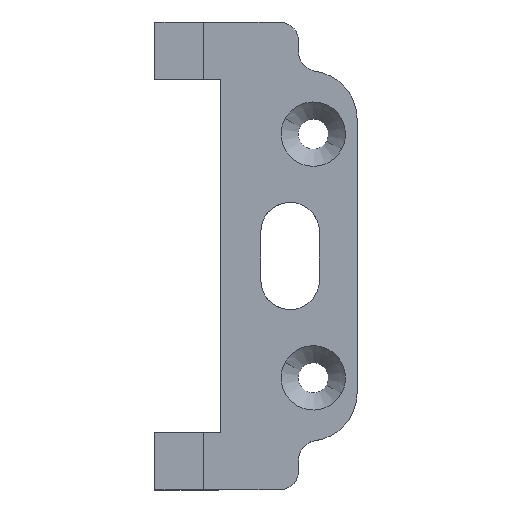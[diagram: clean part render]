
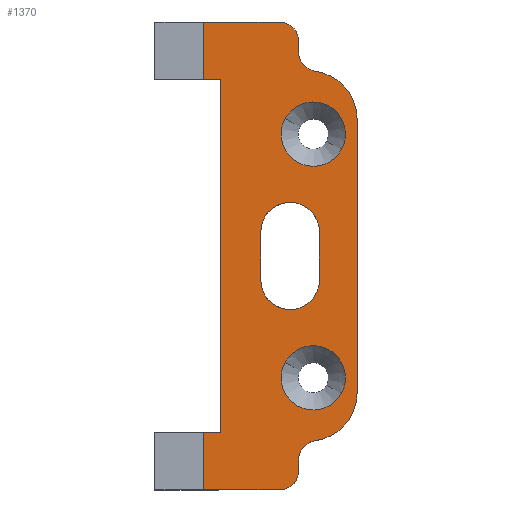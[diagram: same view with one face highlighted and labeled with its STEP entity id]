
A CAD part, top view. The second image highlights one B-rep face of the part: STEP entity #1370.
In plain terms, the highlighted planar face has unit normal (0, 0, 1).
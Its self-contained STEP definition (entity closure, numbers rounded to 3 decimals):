
#57=CARTESIAN_POINT('Line Origine',(-3.5,42.125,2.5)) ;
#61=CARTESIAN_POINT('Vertex',(-3.5,48.,2.5)) ;
#63=CARTESIAN_POINT('Vertex',(-3.5,36.25,2.5)) ;
#105=CARTESIAN_POINT('Vertex',(-3.5,-48.,2.5)) ;
#108=CARTESIAN_POINT('Line Origine',(-3.5,-42.125,2.5)) ;
#112=CARTESIAN_POINT('Vertex',(-3.5,-36.25,2.5)) ;
#637=CARTESIAN_POINT('Vertex',(20.25,0.,2.5)) ;
#642=CARTESIAN_POINT('Line Origine',(20.25,2.5,2.5)) ;
#646=CARTESIAN_POINT('Vertex',(20.25,5.,2.5)) ;
#678=CARTESIAN_POINT('Axis2P3D Location',(14.25,5.,2.5)) ;
#682=CARTESIAN_POINT('Vertex',(8.25,5.,2.5)) ;
#704=CARTESIAN_POINT('Line Origine',(8.25,2.5,2.5)) ;
#708=CARTESIAN_POINT('Vertex',(8.25,0.,2.5)) ;
#723=CARTESIAN_POINT('Line Origine',(8.25,-2.5,2.5)) ;
#727=CARTESIAN_POINT('Vertex',(8.25,-5.,2.5)) ;
#754=CARTESIAN_POINT('Axis2P3D Location',(14.25,-5.,2.5)) ;
#758=CARTESIAN_POINT('Vertex',(20.25,-5.,2.5)) ;
#775=CARTESIAN_POINT('Line Origine',(20.25,-2.5,2.5)) ;
#797=CARTESIAN_POINT('Axis2P3D Location',(19.,25.,2.5)) ;
#801=CARTESIAN_POINT('Vertex',(24.792,21.836,2.5)) ;
#803=CARTESIAN_POINT('Vertex',(13.208,28.164,2.5)) ;
#823=CARTESIAN_POINT('Axis2P3D Location',(19.,25.,2.5)) ;
#840=CARTESIAN_POINT('Axis2P3D Location',(19.,-25.,2.5)) ;
#844=CARTESIAN_POINT('Vertex',(24.792,-28.164,2.5)) ;
#846=CARTESIAN_POINT('Vertex',(13.208,-21.836,2.5)) ;
#866=CARTESIAN_POINT('Axis2P3D Location',(19.,-25.,2.5)) ;
#883=CARTESIAN_POINT('Line Origine',(-1.75,-36.25,2.5)) ;
#887=CARTESIAN_POINT('Vertex',(0.,-36.25,2.5)) ;
#911=CARTESIAN_POINT('Line Origine',(0.,-18.125,2.5)) ;
#915=CARTESIAN_POINT('Vertex',(0.,0.,2.5)) ;
#930=CARTESIAN_POINT('Line Origine',(0.,18.125,2.5)) ;
#934=CARTESIAN_POINT('Vertex',(0.,36.25,2.5)) ;
#954=CARTESIAN_POINT('Line Origine',(-1.75,36.25,2.5)) ;
#975=CARTESIAN_POINT('Line Origine',(28.,0.,2.5)) ;
#979=CARTESIAN_POINT('Vertex',(28.,28.,2.5)) ;
#981=CARTESIAN_POINT('Vertex',(28.,-28.,2.5)) ;
#1022=CARTESIAN_POINT('Axis2P3D Location',(18.,-28.,2.5)) ;
#1026=CARTESIAN_POINT('Vertex',(19.429,-37.897,2.5)) ;
#1052=CARTESIAN_POINT('Vertex',(16.,-41.856,2.5)) ;
#1060=CARTESIAN_POINT('Axis2P3D Location',(20.,-41.856,2.5)) ;
#1077=CARTESIAN_POINT('Axis2P3D Location',(18.,28.,2.5)) ;
#1081=CARTESIAN_POINT('Vertex',(19.429,37.897,2.5)) ;
#1119=CARTESIAN_POINT('Vertex',(16.,41.856,2.5)) ;
#1122=CARTESIAN_POINT('Axis2P3D Location',(20.,41.856,2.5)) ;
#1139=CARTESIAN_POINT('Line Origine',(4.25,-48.,2.5)) ;
#1143=CARTESIAN_POINT('Vertex',(12.,-48.,2.5)) ;
#1180=CARTESIAN_POINT('Vertex',(16.,-44.,2.5)) ;
#1190=CARTESIAN_POINT('Line Origine',(16.,-42.928,2.5)) ;
#1212=CARTESIAN_POINT('Axis2P3D Location',(12.,-44.,2.5)) ;
#1233=CARTESIAN_POINT('Vertex',(12.,48.,2.5)) ;
#1243=CARTESIAN_POINT('Line Origine',(4.25,48.,2.5)) ;
#1265=CARTESIAN_POINT('Vertex',(16.,44.,2.5)) ;
#1270=CARTESIAN_POINT('Line Origine',(16.,42.928,2.5)) ;
#1325=CARTESIAN_POINT('Axis2P3D Location',(28.,0.,2.5)) ;
#1330=CARTESIAN_POINT('Axis2P3D Location',(12.,44.,2.5)) ;
#58=DIRECTION('Vector Direction',(0.,-1.,0.)) ;
#109=DIRECTION('Vector Direction',(0.,-1.,0.)) ;
#643=DIRECTION('Vector Direction',(0.,-1.,0.)) ;
#679=DIRECTION('Axis2P3D Direction',(0.,0.,1.)) ;
#705=DIRECTION('Vector Direction',(0.,-1.,0.)) ;
#724=DIRECTION('Vector Direction',(0.,1.,0.)) ;
#755=DIRECTION('Axis2P3D Direction',(0.,0.,1.)) ;
#776=DIRECTION('Vector Direction',(0.,1.,0.)) ;
#798=DIRECTION('Axis2P3D Direction',(0.,0.,1.)) ;
#824=DIRECTION('Axis2P3D Direction',(0.,0.,1.)) ;
#841=DIRECTION('Axis2P3D Direction',(0.,0.,1.)) ;
#867=DIRECTION('Axis2P3D Direction',(0.,0.,1.)) ;
#884=DIRECTION('Vector Direction',(-1.,0.,0.)) ;
#912=DIRECTION('Vector Direction',(0.,-1.,0.)) ;
#931=DIRECTION('Vector Direction',(0.,1.,0.)) ;
#955=DIRECTION('Vector Direction',(-1.,0.,0.)) ;
#976=DIRECTION('Vector Direction',(0.,-1.,0.)) ;
#1023=DIRECTION('Axis2P3D Direction',(0.,0.,1.)) ;
#1061=DIRECTION('Axis2P3D Direction',(0.,0.,-1.)) ;
#1078=DIRECTION('Axis2P3D Direction',(0.,0.,-1.)) ;
#1123=DIRECTION('Axis2P3D Direction',(0.,0.,1.)) ;
#1140=DIRECTION('Vector Direction',(-1.,0.,0.)) ;
#1191=DIRECTION('Vector Direction',(0.,1.,0.)) ;
#1213=DIRECTION('Axis2P3D Direction',(0.,0.,-1.)) ;
#1244=DIRECTION('Vector Direction',(-1.,0.,0.)) ;
#1271=DIRECTION('Vector Direction',(0.,-1.,0.)) ;
#1326=DIRECTION('Axis2P3D Direction',(0.,0.,1.)) ;
#1327=DIRECTION('Axis2P3D XDirection',(-1.,0.,0.)) ;
#1331=DIRECTION('Axis2P3D Direction',(0.,0.,1.)) ;
#680=AXIS2_PLACEMENT_3D('Circle Axis2P3D',#678,#679,$) ;
#756=AXIS2_PLACEMENT_3D('Circle Axis2P3D',#754,#755,$) ;
#799=AXIS2_PLACEMENT_3D('Circle Axis2P3D',#797,#798,$) ;
#825=AXIS2_PLACEMENT_3D('Circle Axis2P3D',#823,#824,$) ;
#842=AXIS2_PLACEMENT_3D('Circle Axis2P3D',#840,#841,$) ;
#868=AXIS2_PLACEMENT_3D('Circle Axis2P3D',#866,#867,$) ;
#1024=AXIS2_PLACEMENT_3D('Circle Axis2P3D',#1022,#1023,$) ;
#1062=AXIS2_PLACEMENT_3D('Circle Axis2P3D',#1060,#1061,$) ;
#1079=AXIS2_PLACEMENT_3D('Circle Axis2P3D',#1077,#1078,$) ;
#1124=AXIS2_PLACEMENT_3D('Circle Axis2P3D',#1122,#1123,$) ;
#1214=AXIS2_PLACEMENT_3D('Circle Axis2P3D',#1212,#1213,$) ;
#1328=AXIS2_PLACEMENT_3D('Plane Axis2P3D',#1325,#1326,#1327) ;
#1332=AXIS2_PLACEMENT_3D('Circle Axis2P3D',#1330,#1331,$) ;
#1336=ORIENTED_EDGE('',*,*,#1247,.T.) ;
#1337=ORIENTED_EDGE('',*,*,#65,.T.) ;
#1338=ORIENTED_EDGE('',*,*,#958,.F.) ;
#1339=ORIENTED_EDGE('',*,*,#936,.F.) ;
#1340=ORIENTED_EDGE('',*,*,#917,.F.) ;
#1341=ORIENTED_EDGE('',*,*,#889,.F.) ;
#1342=ORIENTED_EDGE('',*,*,#114,.T.) ;
#1343=ORIENTED_EDGE('',*,*,#1145,.F.) ;
#1344=ORIENTED_EDGE('',*,*,#1216,.F.) ;
#1345=ORIENTED_EDGE('',*,*,#1194,.F.) ;
#1346=ORIENTED_EDGE('',*,*,#1064,.T.) ;
#1347=ORIENTED_EDGE('',*,*,#1028,.F.) ;
#1348=ORIENTED_EDGE('',*,*,#983,.F.) ;
#1349=ORIENTED_EDGE('',*,*,#1083,.F.) ;
#1350=ORIENTED_EDGE('',*,*,#1126,.T.) ;
#1351=ORIENTED_EDGE('',*,*,#1274,.F.) ;
#1352=ORIENTED_EDGE('',*,*,#1334,.F.) ;
#1355=ORIENTED_EDGE('',*,*,#870,.F.) ;
#1356=ORIENTED_EDGE('',*,*,#848,.F.) ;
#1359=ORIENTED_EDGE('',*,*,#827,.F.) ;
#1360=ORIENTED_EDGE('',*,*,#805,.F.) ;
#1363=ORIENTED_EDGE('',*,*,#779,.F.) ;
#1364=ORIENTED_EDGE('',*,*,#760,.F.) ;
#1365=ORIENTED_EDGE('',*,*,#729,.F.) ;
#1366=ORIENTED_EDGE('',*,*,#710,.F.) ;
#1367=ORIENTED_EDGE('',*,*,#684,.F.) ;
#1368=ORIENTED_EDGE('',*,*,#648,.F.) ;
#1357=FACE_BOUND('',#1354,.T.) ;
#1361=FACE_BOUND('',#1358,.T.) ;
#1369=FACE_BOUND('',#1362,.T.) ;
#59=VECTOR('Line Direction',#58,1.) ;
#110=VECTOR('Line Direction',#109,1.) ;
#644=VECTOR('Line Direction',#643,1.) ;
#706=VECTOR('Line Direction',#705,1.) ;
#725=VECTOR('Line Direction',#724,1.) ;
#777=VECTOR('Line Direction',#776,1.) ;
#885=VECTOR('Line Direction',#884,1.) ;
#913=VECTOR('Line Direction',#912,1.) ;
#932=VECTOR('Line Direction',#931,1.) ;
#956=VECTOR('Line Direction',#955,1.) ;
#977=VECTOR('Line Direction',#976,1.) ;
#1141=VECTOR('Line Direction',#1140,1.) ;
#1192=VECTOR('Line Direction',#1191,1.) ;
#1245=VECTOR('Line Direction',#1244,1.) ;
#1272=VECTOR('Line Direction',#1271,1.) ;
#1370=ADVANCED_FACE('',(#1353,#1357,#1361,#1369),#1329,.T.) ;
#681=CIRCLE('generated circle',#680,6.) ;
#757=CIRCLE('generated circle',#756,6.) ;
#800=CIRCLE('generated circle',#799,6.6) ;
#826=CIRCLE('generated circle',#825,6.6) ;
#843=CIRCLE('generated circle',#842,6.6) ;
#869=CIRCLE('generated circle',#868,6.6) ;
#1025=CIRCLE('generated circle',#1024,10.) ;
#1063=CIRCLE('generated circle',#1062,4.) ;
#1080=CIRCLE('generated circle',#1079,10.) ;
#1125=CIRCLE('generated circle',#1124,4.) ;
#1215=CIRCLE('generated circle',#1214,4.) ;
#1333=CIRCLE('generated circle',#1332,4.) ;
#65=EDGE_CURVE('',#62,#64,#60,.T.) ;
#114=EDGE_CURVE('',#113,#106,#111,.T.) ;
#648=EDGE_CURVE('',#638,#647,#645,.F.) ;
#684=EDGE_CURVE('',#647,#683,#681,.T.) ;
#710=EDGE_CURVE('',#683,#709,#707,.T.) ;
#729=EDGE_CURVE('',#709,#728,#726,.F.) ;
#760=EDGE_CURVE('',#728,#759,#757,.T.) ;
#779=EDGE_CURVE('',#759,#638,#778,.T.) ;
#805=EDGE_CURVE('',#802,#804,#800,.T.) ;
#827=EDGE_CURVE('',#804,#802,#826,.T.) ;
#848=EDGE_CURVE('',#845,#847,#843,.T.) ;
#870=EDGE_CURVE('',#847,#845,#869,.T.) ;
#889=EDGE_CURVE('',#113,#888,#886,.F.) ;
#917=EDGE_CURVE('',#888,#916,#914,.F.) ;
#936=EDGE_CURVE('',#916,#935,#933,.T.) ;
#958=EDGE_CURVE('',#935,#64,#957,.T.) ;
#983=EDGE_CURVE('',#980,#982,#978,.T.) ;
#1028=EDGE_CURVE('',#982,#1027,#1025,.F.) ;
#1064=EDGE_CURVE('',#1053,#1027,#1063,.T.) ;
#1083=EDGE_CURVE('',#1082,#980,#1080,.T.) ;
#1126=EDGE_CURVE('',#1082,#1120,#1125,.F.) ;
#1145=EDGE_CURVE('',#1144,#106,#1142,.T.) ;
#1194=EDGE_CURVE('',#1053,#1181,#1193,.F.) ;
#1216=EDGE_CURVE('',#1181,#1144,#1215,.T.) ;
#1247=EDGE_CURVE('',#1234,#62,#1246,.T.) ;
#1274=EDGE_CURVE('',#1266,#1120,#1273,.T.) ;
#1334=EDGE_CURVE('',#1234,#1266,#1333,.F.) ;
#1335=EDGE_LOOP('',(#1336,#1337,#1338,#1339,#1340,#1341,#1342,#1343,#1344,#1345,#1346,#1347,#1348,#1349,#1350,#1351,#1352)) ;
#1354=EDGE_LOOP('',(#1355,#1356)) ;
#1358=EDGE_LOOP('',(#1359,#1360)) ;
#1362=EDGE_LOOP('',(#1363,#1364,#1365,#1366,#1367,#1368)) ;
#1353=FACE_OUTER_BOUND('',#1335,.T.) ;
#60=LINE('Line',#57,#59) ;
#111=LINE('Line',#108,#110) ;
#645=LINE('Line',#642,#644) ;
#707=LINE('Line',#704,#706) ;
#726=LINE('Line',#723,#725) ;
#778=LINE('Line',#775,#777) ;
#886=LINE('Line',#883,#885) ;
#914=LINE('Line',#911,#913) ;
#933=LINE('Line',#930,#932) ;
#957=LINE('Line',#954,#956) ;
#978=LINE('Line',#975,#977) ;
#1142=LINE('Line',#1139,#1141) ;
#1193=LINE('Line',#1190,#1192) ;
#1246=LINE('Line',#1243,#1245) ;
#1273=LINE('Line',#1270,#1272) ;
#1329=PLANE('Plane',#1328) ;
#62=VERTEX_POINT('',#61) ;
#64=VERTEX_POINT('',#63) ;
#106=VERTEX_POINT('',#105) ;
#113=VERTEX_POINT('',#112) ;
#638=VERTEX_POINT('',#637) ;
#647=VERTEX_POINT('',#646) ;
#683=VERTEX_POINT('',#682) ;
#709=VERTEX_POINT('',#708) ;
#728=VERTEX_POINT('',#727) ;
#759=VERTEX_POINT('',#758) ;
#802=VERTEX_POINT('',#801) ;
#804=VERTEX_POINT('',#803) ;
#845=VERTEX_POINT('',#844) ;
#847=VERTEX_POINT('',#846) ;
#888=VERTEX_POINT('',#887) ;
#916=VERTEX_POINT('',#915) ;
#935=VERTEX_POINT('',#934) ;
#980=VERTEX_POINT('',#979) ;
#982=VERTEX_POINT('',#981) ;
#1027=VERTEX_POINT('',#1026) ;
#1053=VERTEX_POINT('',#1052) ;
#1082=VERTEX_POINT('',#1081) ;
#1120=VERTEX_POINT('',#1119) ;
#1144=VERTEX_POINT('',#1143) ;
#1181=VERTEX_POINT('',#1180) ;
#1234=VERTEX_POINT('',#1233) ;
#1266=VERTEX_POINT('',#1265) ;
